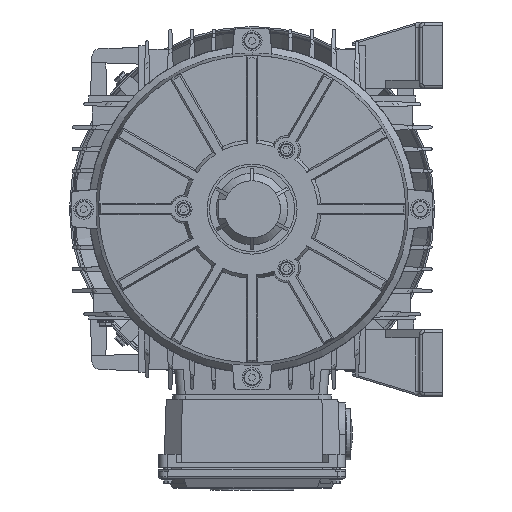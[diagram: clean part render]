
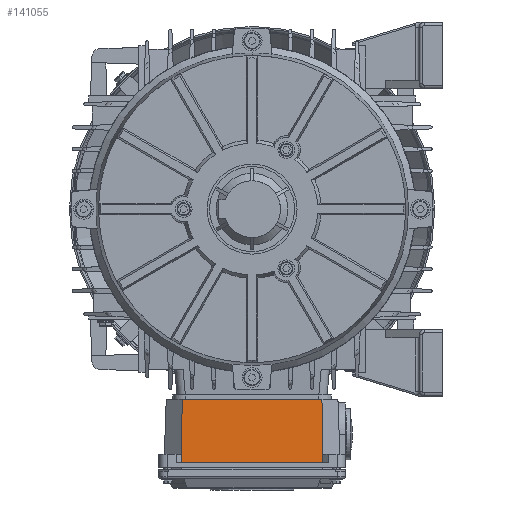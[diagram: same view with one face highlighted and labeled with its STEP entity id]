
A CAD part, left-side view. The second image highlights one B-rep face of the part: STEP entity #141055.
In plain terms, the highlighted planar face has unit normal (-0.999, 0, 0.035).
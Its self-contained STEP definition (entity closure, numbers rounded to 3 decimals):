
#1088 = DIRECTION ( 'NONE',  ( 0.035, -0.035, 0.999 ) ) ;
#1354 = LINE ( 'NONE', #143911, #31140 ) ;
#6559 = DIRECTION ( 'NONE',  ( -0.035, -0.035, -0.999 ) ) ;
#8708 = VECTOR ( 'NONE', #49437, 1000. ) ;
#9573 = VERTEX_POINT ( 'NONE', #84921 ) ;
#13344 = EDGE_CURVE ( 'NONE', #63654, #130692, #134235, .T. ) ;
#13435 = VERTEX_POINT ( 'NONE', #33702 ) ;
#13663 = CARTESIAN_POINT ( 'NONE',  ( -52.825, 42.463, 3. ) ) ;
#16745 = VECTOR ( 'NONE', #6559, 1000. ) ;
#19058 = ORIENTED_EDGE ( 'NONE', *, *, #13344, .F. ) ;
#20861 = ORIENTED_EDGE ( 'NONE', *, *, #125083, .F. ) ;
#21552 = ORIENTED_EDGE ( 'NONE', *, *, #119886, .T. ) ;
#22263 = PLANE ( 'NONE',  #67818 ) ;
#22635 = VERTEX_POINT ( 'NONE', #51470 ) ;
#23084 = VERTEX_POINT ( 'NONE', #13663 ) ;
#23762 = CARTESIAN_POINT ( 'NONE',  ( -51.498, -41.914, 41. ) ) ;
#28644 = CARTESIAN_POINT ( 'NONE',  ( -53., 42.536, -2. ) ) ;
#31140 = VECTOR ( 'NONE', #32322, 1000. ) ;
#32322 = DIRECTION ( 'NONE',  ( 0., -1., 0. ) ) ;
#32930 = EDGE_CURVE ( 'NONE', #63654, #13435, #127350, .T. ) ;
#33513 = EDGE_LOOP ( 'NONE', ( #82130, #131631, #59427, #19058, #101296, #46905, #20861, #21552 ) ) ;
#33572 = DIRECTION ( 'NONE',  ( -0.999, 0., 0.035 ) ) ;
#33702 = CARTESIAN_POINT ( 'NONE',  ( -52.651, 42.391, 8. ) ) ;
#37867 = EDGE_CURVE ( 'NONE', #9573, #22635, #68235, .T. ) ;
#39536 = LINE ( 'NONE', #40320, #16745 ) ;
#40320 = CARTESIAN_POINT ( 'NONE',  ( -52.896, -42.534, 0.967 ) ) ;
#46905 = ORIENTED_EDGE ( 'NONE', *, *, #119129, .T. ) ;
#47005 = FACE_OUTER_BOUND ( 'NONE', #33513, .T. ) ;
#48454 = VECTOR ( 'NONE', #79395, 1000. ) ;
#48554 = VECTOR ( 'NONE', #73179, 1000. ) ;
#49437 = DIRECTION ( 'NONE',  ( 0., 1., 0. ) ) ;
#51470 = CARTESIAN_POINT ( 'NONE',  ( -52.651, -42.289, 8. ) ) ;
#54231 = DIRECTION ( 'NONE',  ( 0., -1., 0. ) ) ;
#56830 = CARTESIAN_POINT ( 'NONE',  ( -53., 42.638, -1.996 ) ) ;
#56848 = CARTESIAN_POINT ( 'NONE',  ( -53., -42.536, -2. ) ) ;
#57848 = CARTESIAN_POINT ( 'NONE',  ( -52.651, 42.536, 8. ) ) ;
#59427 = ORIENTED_EDGE ( 'NONE', *, *, #116584, .F. ) ;
#63654 = VERTEX_POINT ( 'NONE', #71871 ) ;
#66938 = VERTEX_POINT ( 'NONE', #140205 ) ;
#66952 = EDGE_CURVE ( 'NONE', #22635, #99291, #39536, .T. ) ;
#67818 = AXIS2_PLACEMENT_3D ( 'NONE', #111431, #33572, #111902 ) ;
#68235 = LINE ( 'NONE', #71995, #8708 ) ;
#71871 = CARTESIAN_POINT ( 'NONE',  ( -51.498, 41.914, 41. ) ) ;
#71995 = CARTESIAN_POINT ( 'NONE',  ( -52.651, 42.536, 8. ) ) ;
#73179 = DIRECTION ( 'NONE',  ( -0.035, 0.014, -0.999 ) ) ;
#74686 = VECTOR ( 'NONE', #54231, 1000. ) ;
#75051 = VECTOR ( 'NONE', #91667, 1000. ) ;
#75736 = CARTESIAN_POINT ( 'NONE',  ( -52.825, -42.463, 3. ) ) ;
#79395 = DIRECTION ( 'NONE',  ( -0.035, -0.014, -0.999 ) ) ;
#82130 = ORIENTED_EDGE ( 'NONE', *, *, #66952, .F. ) ;
#84921 = CARTESIAN_POINT ( 'NONE',  ( -52.651, -42.391, 8. ) ) ;
#87516 = CARTESIAN_POINT ( 'NONE',  ( -51.498, 42.536, 41. ) ) ;
#91667 = DIRECTION ( 'NONE',  ( 0., -1., 0. ) ) ;
#92981 = LINE ( 'NONE', #56830, #122770 ) ;
#99291 = VERTEX_POINT ( 'NONE', #75736 ) ;
#101296 = ORIENTED_EDGE ( 'NONE', *, *, #32930, .T. ) ;
#111431 = CARTESIAN_POINT ( 'NONE',  ( -53., 42.536, -2. ) ) ;
#111902 = DIRECTION ( 'NONE',  ( 0.035, 0., 0.999 ) ) ;
#116584 = EDGE_CURVE ( 'NONE', #130692, #9573, #141320, .T. ) ;
#119129 = EDGE_CURVE ( 'NONE', #13435, #66938, #138154, .T. ) ;
#119886 = EDGE_CURVE ( 'NONE', #23084, #99291, #1354, .T. ) ;
#122770 = VECTOR ( 'NONE', #1088, 1000. ) ;
#125083 = EDGE_CURVE ( 'NONE', #23084, #66938, #92981, .T. ) ;
#127350 = LINE ( 'NONE', #28644, #48554 ) ;
#130692 = VERTEX_POINT ( 'NONE', #23762 ) ;
#131631 = ORIENTED_EDGE ( 'NONE', *, *, #37867, .F. ) ;
#134235 = LINE ( 'NONE', #87516, #74686 ) ;
#138154 = LINE ( 'NONE', #57848, #75051 ) ;
#140205 = CARTESIAN_POINT ( 'NONE',  ( -52.651, 42.289, 8. ) ) ;
#141055 = ADVANCED_FACE ( 'NONE', ( #47005 ), #22263, .T. ) ;
#141320 = LINE ( 'NONE', #56848, #48454 ) ;
#143911 = CARTESIAN_POINT ( 'NONE',  ( -52.825, -51., 3. ) ) ;
